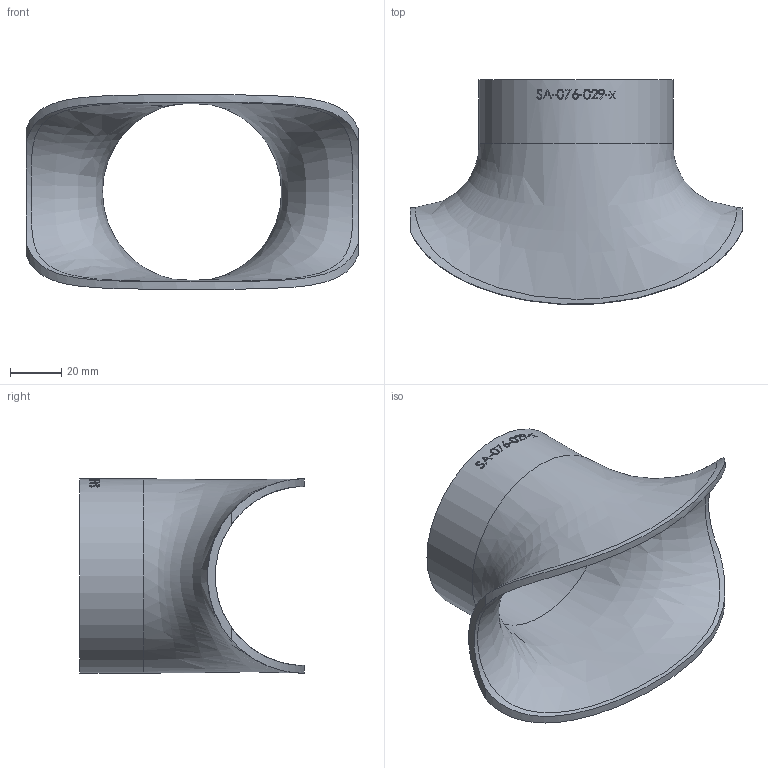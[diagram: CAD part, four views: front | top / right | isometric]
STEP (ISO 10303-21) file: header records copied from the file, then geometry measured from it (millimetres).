
FILE_DESCRIPTION (( 'STEP AP214' ), '1' );
FILE_NAME ('SA-076-029-x Sattelstutzen 1911.STEP', '2019-12-05T09:01:10', ( '' ), ( '' ), 'SwSTEP 2.0', 'SolidWorks 2016', '' );
FILE_SCHEMA (( 'AUTOMOTIVE_DESIGN' ));
Length unit declared in the file: millimetre
Products named in the file (1): SA-076-029-x Sattelstutzen 1911
Bounding box: 130 x 87.91 x 76.1 mm (x, y, z)
Volume: 67722.7 mm3; surface area: 45508 mm2
Topology: 1 solids, 1 shells, 141 faces, 365 edges, 243 vertices
Faces by surface type: bspline 88, plane 31, cylinder 22
Full cylindrical faces by diameter (mm): 70.1 x1, 76.1 x1
Entity records: 23550 total; most frequent: CARTESIAN_POINT 19516, ORIENTED_EDGE 708, EDGE_CURVE 354, B_SPLINE_CURVE_WITH_KNOTS 271, VERTEX_POINT 238, DIRECTION 236, EDGE_LOOP 164, FACE_OUTER_BOUND 144
